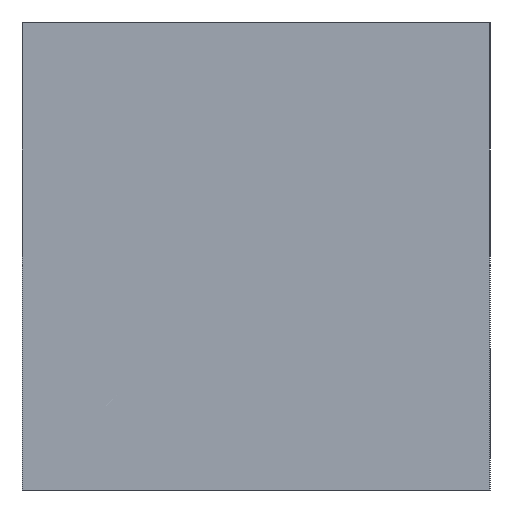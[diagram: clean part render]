
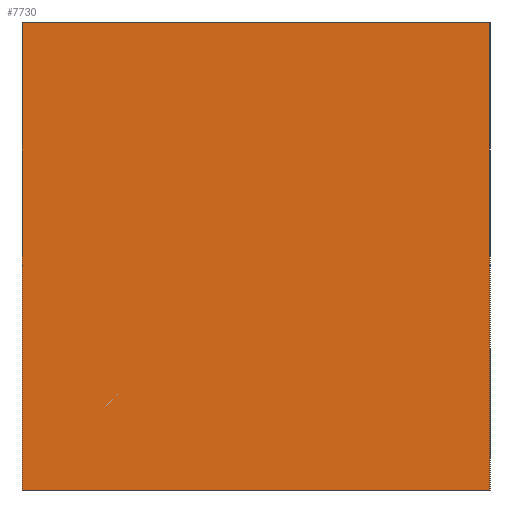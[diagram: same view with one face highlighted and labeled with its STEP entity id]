
A CAD part, left-side view. The second image highlights one B-rep face of the part: STEP entity #7730.
In plain terms, the highlighted planar face has unit normal (-1, 0, 0).
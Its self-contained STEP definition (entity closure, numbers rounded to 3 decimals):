
#480=PLANE('',#8162);
#877=FACE_OUTER_BOUND('',#1319,.T.);
#1319=EDGE_LOOP('',(#6888,#6889,#6890,#6891));
#1622=LINE('',#11962,#2357);
#2061=LINE('',#13253,#2796);
#2062=LINE('',#13254,#2797);
#2063=LINE('',#13255,#2798);
#2357=VECTOR('',#8606,10.);
#2796=VECTOR('',#9723,10.);
#2797=VECTOR('',#9724,10.);
#2798=VECTOR('',#9725,10.);
#3330=VERTEX_POINT('',#11955);
#3333=VERTEX_POINT('',#11960);
#3717=VERTEX_POINT('',#13251);
#3718=VERTEX_POINT('',#13252);
#4201=EDGE_CURVE('',#3333,#3330,#1622,.T.);
#4781=EDGE_CURVE('',#3717,#3718,#2061,.T.);
#4782=EDGE_CURVE('',#3718,#3330,#2062,.T.);
#4783=EDGE_CURVE('',#3717,#3333,#2063,.T.);
#6888=ORIENTED_EDGE('',*,*,#4781,.T.);
#6889=ORIENTED_EDGE('',*,*,#4782,.T.);
#6890=ORIENTED_EDGE('',*,*,#4201,.F.);
#6891=ORIENTED_EDGE('',*,*,#4783,.F.);
#7730=ADVANCED_FACE('',(#877),#480,.T.);
#8162=AXIS2_PLACEMENT_3D('',#13250,#9721,#9722);
#8606=DIRECTION('',(0.,-1.,0.));
#9721=DIRECTION('center_axis',(-1.,0.,0.));
#9722=DIRECTION('ref_axis',(0.,-1.,0.));
#9723=DIRECTION('',(0.,-1.,0.));
#9724=DIRECTION('',(0.,0.,1.));
#9725=DIRECTION('',(0.,0.,1.));
#11955=CARTESIAN_POINT('',(0.,0.,44.45));
#11960=CARTESIAN_POINT('',(0.,44.45,44.45));
#11962=CARTESIAN_POINT('',(0.,44.45,44.45));
#13250=CARTESIAN_POINT('Origin',(0.,44.45,0.));
#13251=CARTESIAN_POINT('',(0.,44.45,0.));
#13252=CARTESIAN_POINT('',(0.,0.,0.));
#13253=CARTESIAN_POINT('',(0.,44.45,0.));
#13254=CARTESIAN_POINT('',(0.,0.,0.));
#13255=CARTESIAN_POINT('',(0.,44.45,0.));
